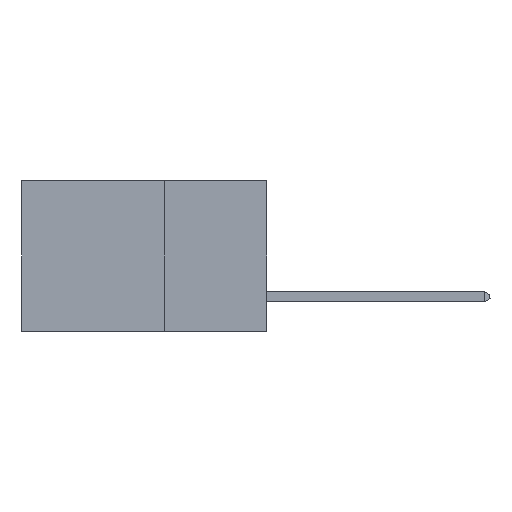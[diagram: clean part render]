
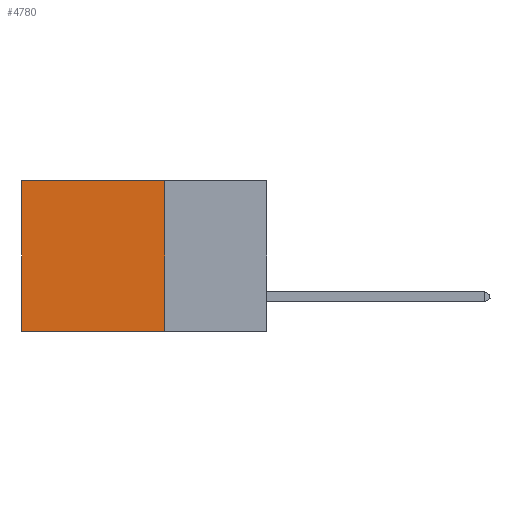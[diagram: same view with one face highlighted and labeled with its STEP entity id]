
A CAD part, left-side view. The second image highlights one B-rep face of the part: STEP entity #4780.
In plain terms, the highlighted planar face has unit normal (-1, 0, 0).
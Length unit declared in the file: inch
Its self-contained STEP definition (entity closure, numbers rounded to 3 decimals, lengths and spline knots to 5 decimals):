
#704 = FACE_OUTER_BOUND ( 'NONE', #2140, .T. ) ;
#2140 = EDGE_LOOP ( 'NONE', ( #4638, #9613, #18715, #25130 ) ) ;
#3125 = CARTESIAN_POINT ( 'NONE',  ( 0.2875, 0.25, -0.37 ) ) ;
#4638 = ORIENTED_EDGE ( 'NONE', *, *, #23606, .T. ) ;
#4640 = VERTEX_POINT ( 'NONE', #14365 ) ;
#4780 = ADVANCED_FACE ( 'NONE', ( #704 ), #9993, .F. ) ;
#6982 = DIRECTION ( 'NONE',  ( 1., 0., 0. ) ) ;
#7161 = VERTEX_POINT ( 'NONE', #22764 ) ;
#9613 = ORIENTED_EDGE ( 'NONE', *, *, #30899, .F. ) ;
#9954 = CARTESIAN_POINT ( 'NONE',  ( 0.2875, 0.25, 0. ) ) ;
#9993 = PLANE ( 'NONE',  #17843 ) ;
#9996 = CARTESIAN_POINT ( 'NONE',  ( 0.2875, 0.25, 0. ) ) ;
#11440 = VECTOR ( 'NONE', #28209, 39.37008 ) ;
#11858 = VECTOR ( 'NONE', #21902, 39.37008 ) ;
#12051 = EDGE_CURVE ( 'NONE', #33890, #31198, #30860, .T. ) ;
#12687 = LINE ( 'NONE', #9954, #11858 ) ;
#14365 = CARTESIAN_POINT ( 'NONE',  ( 0.2875, 0.6, -0.37 ) ) ;
#14993 = VECTOR ( 'NONE', #29751, 39.37008 ) ;
#15526 = VECTOR ( 'NONE', #31796, 39.37008 ) ;
#17477 = DIRECTION ( 'NONE',  ( 0., 0., -1. ) ) ;
#17843 = AXIS2_PLACEMENT_3D ( 'NONE', #17943, #6982, #17477 ) ;
#17943 = CARTESIAN_POINT ( 'NONE',  ( 0.2875, 0.25, 0. ) ) ;
#17976 = CARTESIAN_POINT ( 'NONE',  ( 0.2875, 0.6, 0. ) ) ;
#18715 = ORIENTED_EDGE ( 'NONE', *, *, #23333, .F. ) ;
#20780 = CARTESIAN_POINT ( 'NONE',  ( 0.2875, 0.25, 0. ) ) ;
#21294 = CARTESIAN_POINT ( 'NONE',  ( 0.2875, 0.6, 0. ) ) ;
#21902 = DIRECTION ( 'NONE',  ( 0., 0., -1. ) ) ;
#22542 = LINE ( 'NONE', #21294, #15526 ) ;
#22764 = CARTESIAN_POINT ( 'NONE',  ( 0.2875, 0.25, -0.37 ) ) ;
#23333 = EDGE_CURVE ( 'NONE', #33890, #7161, #12687, .T. ) ;
#23606 = EDGE_CURVE ( 'NONE', #31198, #4640, #22542, .T. ) ;
#25130 = ORIENTED_EDGE ( 'NONE', *, *, #12051, .T. ) ;
#28209 = DIRECTION ( 'NONE',  ( 0., 1., 0. ) ) ;
#29751 = DIRECTION ( 'NONE',  ( 0., 1., 0. ) ) ;
#30860 = LINE ( 'NONE', #9996, #11440 ) ;
#30899 = EDGE_CURVE ( 'NONE', #7161, #4640, #32757, .T. ) ;
#31198 = VERTEX_POINT ( 'NONE', #17976 ) ;
#31796 = DIRECTION ( 'NONE',  ( 0., 0., -1. ) ) ;
#32757 = LINE ( 'NONE', #3125, #14993 ) ;
#33890 = VERTEX_POINT ( 'NONE', #20780 ) ;
